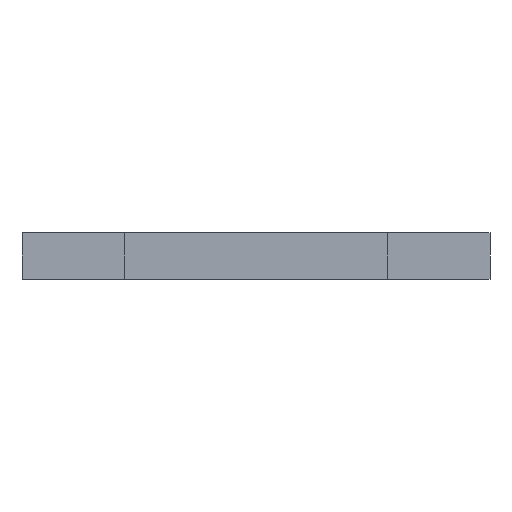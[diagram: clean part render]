
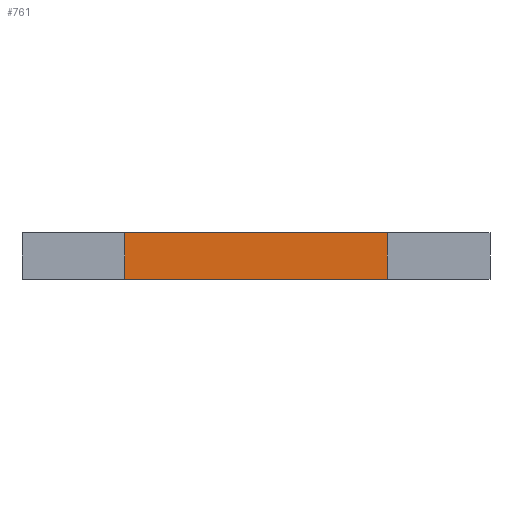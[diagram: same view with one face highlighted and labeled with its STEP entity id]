
A CAD part, left-side view. The second image highlights one B-rep face of the part: STEP entity #761.
In plain terms, the highlighted planar face has unit normal (-1, 0, 0).
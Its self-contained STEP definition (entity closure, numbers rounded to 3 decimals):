
#39 = EDGE_CURVE ( 'NONE', #188, #612, #737, .T. ) ;
#54 = VECTOR ( 'NONE', #216, 1000. ) ;
#59 = EDGE_CURVE ( 'NONE', #612, #147, #482, .T. ) ;
#82 = ORIENTED_EDGE ( 'NONE', *, *, #59, .T. ) ;
#106 = CARTESIAN_POINT ( 'NONE',  ( -6.25, -1.4, 0.5 ) ) ;
#120 = FACE_OUTER_BOUND ( 'NONE', #393, .T. ) ;
#124 = PLANE ( 'NONE',  #296 ) ;
#139 = CARTESIAN_POINT ( 'NONE',  ( -6.25, 1.4, 0.5 ) ) ;
#147 = VERTEX_POINT ( 'NONE', #317 ) ;
#188 = VERTEX_POINT ( 'NONE', #582 ) ;
#190 = VERTEX_POINT ( 'NONE', #563 ) ;
#216 = DIRECTION ( 'NONE',  ( 0., 0., -1. ) ) ;
#226 = EDGE_CURVE ( 'NONE', #190, #147, #324, .T. ) ;
#278 = EDGE_CURVE ( 'NONE', #188, #190, #703, .T. ) ;
#295 = CARTESIAN_POINT ( 'NONE',  ( -6.25, -1.4, 0.5 ) ) ;
#296 = AXIS2_PLACEMENT_3D ( 'NONE', #295, #477, #481 ) ;
#317 = CARTESIAN_POINT ( 'NONE',  ( -6.25, -1.4, 0. ) ) ;
#324 = LINE ( 'NONE', #514, #54 ) ;
#393 = EDGE_LOOP ( 'NONE', ( #82, #409, #654, #519 ) ) ;
#409 = ORIENTED_EDGE ( 'NONE', *, *, #226, .F. ) ;
#449 = CARTESIAN_POINT ( 'NONE',  ( -6.25, 1.4, 0. ) ) ;
#477 = DIRECTION ( 'NONE',  ( 1., 0., 0. ) ) ;
#481 = DIRECTION ( 'NONE',  ( 0., 0., -1. ) ) ;
#482 = LINE ( 'NONE', #619, #657 ) ;
#498 = DIRECTION ( 'NONE',  ( 0., 0., -1. ) ) ;
#514 = CARTESIAN_POINT ( 'NONE',  ( -6.25, -1.4, 0.5 ) ) ;
#519 = ORIENTED_EDGE ( 'NONE', *, *, #39, .T. ) ;
#520 = DIRECTION ( 'NONE',  ( 0., -1., 0. ) ) ;
#558 = DIRECTION ( 'NONE',  ( 0., -1., 0. ) ) ;
#563 = CARTESIAN_POINT ( 'NONE',  ( -6.25, -1.4, 0.5 ) ) ;
#582 = CARTESIAN_POINT ( 'NONE',  ( -6.25, 1.4, 0.5 ) ) ;
#593 = VECTOR ( 'NONE', #520, 1000. ) ;
#612 = VERTEX_POINT ( 'NONE', #449 ) ;
#619 = CARTESIAN_POINT ( 'NONE',  ( -6.25, -1.4, 0. ) ) ;
#654 = ORIENTED_EDGE ( 'NONE', *, *, #278, .F. ) ;
#657 = VECTOR ( 'NONE', #558, 1000. ) ;
#696 = VECTOR ( 'NONE', #498, 1000. ) ;
#703 = LINE ( 'NONE', #106, #593 ) ;
#737 = LINE ( 'NONE', #139, #696 ) ;
#761 = ADVANCED_FACE ( 'NONE', ( #120 ), #124, .F. ) ;
